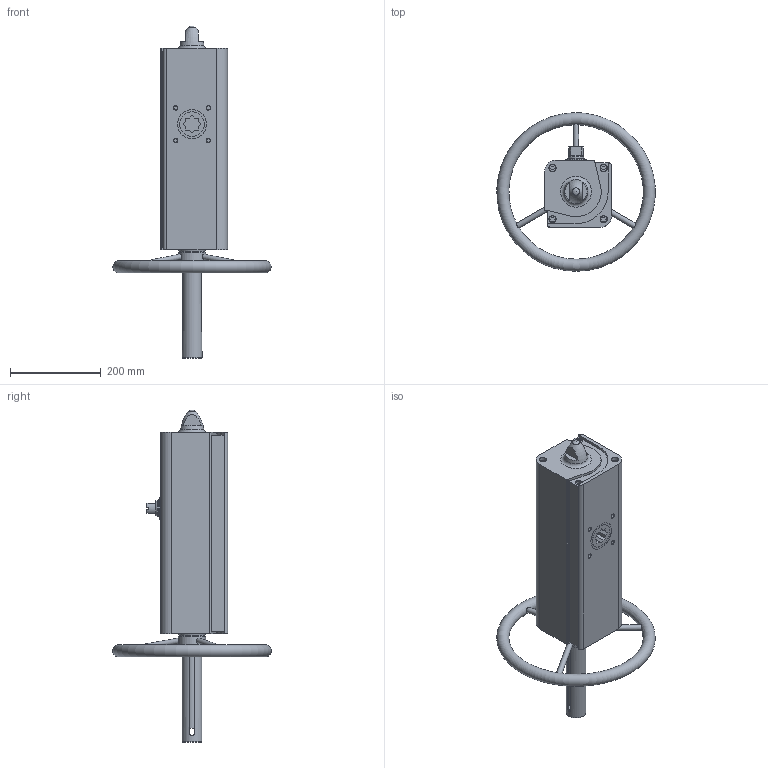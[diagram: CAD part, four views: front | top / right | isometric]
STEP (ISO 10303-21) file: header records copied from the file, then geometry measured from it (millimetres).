
FILE_DESCRIPTION(/* description */ ('STEP AP214'),/* implementation_level */ '2;1');
FILE_NAME(/* name */ '8005019_DAPS-0720-090-R-F1012-MW-T6',/* time_stamp */ '2024-08-13T17:28:50+02:00',/* author */ ('License CC BY-ND 4.0'),/* organization */ ('CADENAS'),/* preprocessor_version */ 'ST-DEVELOPER v19.3',/* originating_system */ 'PARTsolutions',/* authorisation */ ' ');
FILE_SCHEMA (('AUTOMOTIVE_DESIGN {1 0 10303 214 3 1 1}'));
Length unit declared in the file: millimetre
Products named in the file (3): 8005019 DAPS-0720-090-R-F1012-MW-T6---0; 8005019 DAPS-0720-090-R-F1012-MW-T6---(1); 8005019 DAPS-0720-090-R-F1012-MW-T6---(2)
Assembly tree (2 placements, depth 2):
  8005019 DAPS-0720-090-R-F1012-MW-T6---0
    8005019 DAPS-0720-090-R-F1012-MW-T6---(1)
    8005019 DAPS-0720-090-R-F1012-MW-T6---(2)
Bounding box: 349.27 x 349.94 x 732.8 mm (x, y, z)
Volume: 10407524.5 mm3; surface area: 506112 mm2
Topology: 2 solids, 2 shells, 266 faces, 642 edges, 417 vertices
Faces by surface type: plane 176, cylinder 57, cone 20, torus 12, sphere 1
Full cylindrical faces by diameter (mm): 4.134 x8, 4.917 x1, 8.376 x4, 11.445 x2, 12 x3, 16 x8, 35 x1, 38.8 x1, 39 x1, 44 x1, 48 x2, 54 x2, 57.143 x1, 60 x1, 64 x1
Entity records: 7426 total; most frequent: CARTESIAN_POINT 1405, DIRECTION 1234, ORIENTED_EDGE 1106, EDGE_CURVE 553, AXIS2_PLACEMENT_3D 432, VERTEX_POINT 400, FACE_BOUND 383, EDGE_LOOP 382
